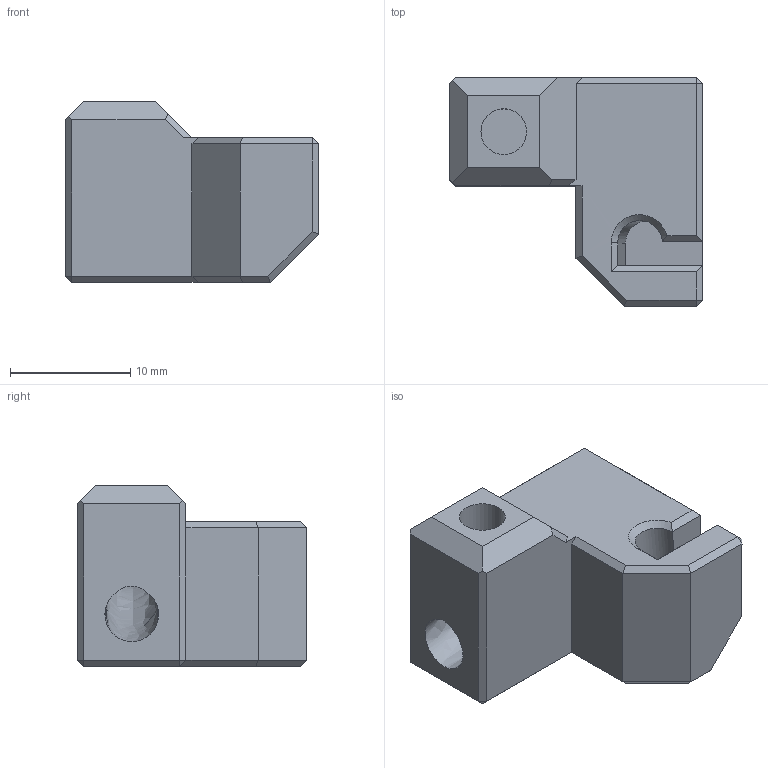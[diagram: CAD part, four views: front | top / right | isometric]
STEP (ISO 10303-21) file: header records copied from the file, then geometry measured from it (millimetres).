
FILE_DESCRIPTION(/* description */ (''),/* implementation_level */ '2;1');
FILE_NAME(/* name */ 'Positron V3.2.0 CableSlackGuard Toolhead Holder.step',/* time_stamp */ '2024-08-13T22:52:44+02:00',/* author */ (''),/* organization */ (''),/* preprocessor_version */ 'ST-DEVELOPER v20',/* originating_system */ 'Autodesk Translation Framework v13.14.0.145',/* authorisation */ '');
FILE_SCHEMA (('AUTOMOTIVE_DESIGN { 1 0 10303 214 3 1 1 }'));
Length unit declared in the file: millimetre
Products named in the file (1): 配置 1
Bounding box: 21 x 19 x 15 mm (x, y, z)
Volume: 2928.7 mm3; surface area: 1919.9 mm2
Topology: 1 solids, 1 shells, 55 faces, 132 edges, 80 vertices
Faces by surface type: plane 46, bspline 7, cylinder 2
Full cylindrical faces by diameter (mm): 3.8 x1
Entity records: 1992 total; most frequent: CARTESIAN_POINT 754, ORIENTED_EDGE 264, DIRECTION 217, EDGE_CURVE 132, LINE 107, VECTOR 107, VERTEX_POINT 80, EDGE_LOOP 58
